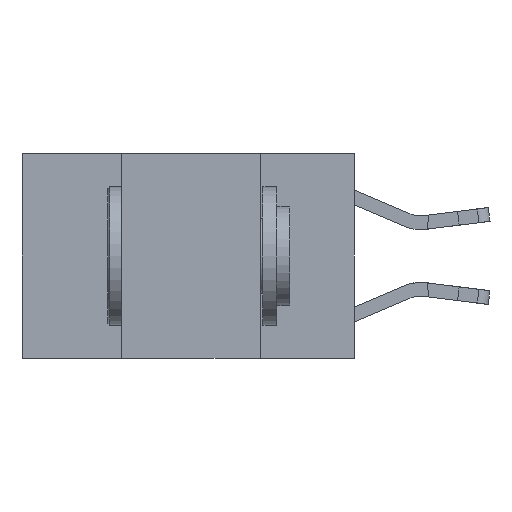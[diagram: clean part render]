
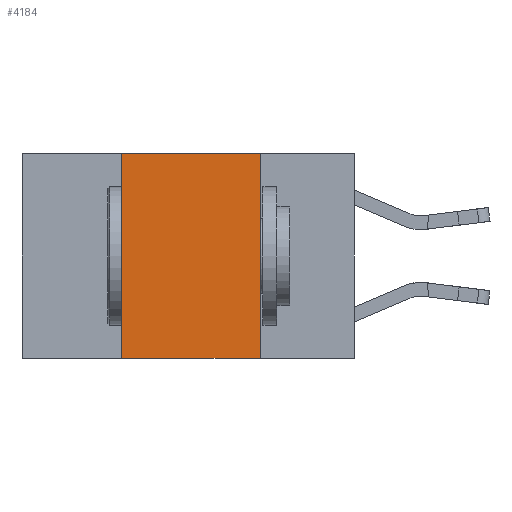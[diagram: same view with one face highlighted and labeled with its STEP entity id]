
A CAD part, left-side view. The second image highlights one B-rep face of the part: STEP entity #4184.
In plain terms, the highlighted planar face has unit normal (-1, 0, 0).
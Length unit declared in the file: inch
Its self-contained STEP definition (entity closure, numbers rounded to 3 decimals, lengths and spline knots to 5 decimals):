
#68 = EDGE_CURVE ( 'NONE', #3489, #17587, #8071, .T. ) ;
#320 = VECTOR ( 'NONE', #2495, 39.37008 ) ;
#846 = DIRECTION ( 'NONE',  ( 0., 0., -1. ) ) ;
#883 = CARTESIAN_POINT ( 'NONE',  ( 0., 0.17, 0. ) ) ;
#1288 = LINE ( 'NONE', #4203, #4528 ) ;
#1462 = DIRECTION ( 'NONE',  ( 0., 0., 1. ) ) ;
#1469 = CARTESIAN_POINT ( 'NONE',  ( 0., 0.17, 0. ) ) ;
#1749 = EDGE_CURVE ( 'NONE', #7841, #13321, #7692, .T. ) ;
#1944 = FACE_OUTER_BOUND ( 'NONE', #17378, .T. ) ;
#2495 = DIRECTION ( 'NONE',  ( 0., -1., 0. ) ) ;
#2554 = AXIS2_PLACEMENT_3D ( 'NONE', #13380, #3316, #846 ) ;
#3234 = EDGE_CURVE ( 'NONE', #7841, #3489, #1288, .T. ) ;
#3316 = DIRECTION ( 'NONE',  ( 1., 0., 0. ) ) ;
#3489 = VERTEX_POINT ( 'NONE', #6748 ) ;
#4184 = ADVANCED_FACE ( 'NONE', ( #1944 ), #17317, .F. ) ;
#4203 = CARTESIAN_POINT ( 'NONE',  ( 0., 0.42, 0. ) ) ;
#4528 = VECTOR ( 'NONE', #1462, 39.37008 ) ;
#6092 = ORIENTED_EDGE ( 'NONE', *, *, #1749, .T. ) ;
#6596 = DIRECTION ( 'NONE',  ( 0., -1., 0. ) ) ;
#6748 = CARTESIAN_POINT ( 'NONE',  ( 0., 0.42, 0. ) ) ;
#7692 = LINE ( 'NONE', #9154, #11842 ) ;
#7841 = VERTEX_POINT ( 'NONE', #10871 ) ;
#8071 = LINE ( 'NONE', #16674, #320 ) ;
#9154 = CARTESIAN_POINT ( 'NONE',  ( 0., 0.6, -0.37 ) ) ;
#10871 = CARTESIAN_POINT ( 'NONE',  ( 0., 0.42, -0.37 ) ) ;
#11842 = VECTOR ( 'NONE', #6596, 39.37008 ) ;
#12728 = VECTOR ( 'NONE', #16342, 39.37008 ) ;
#13242 = ORIENTED_EDGE ( 'NONE', *, *, #14318, .F. ) ;
#13321 = VERTEX_POINT ( 'NONE', #13915 ) ;
#13380 = CARTESIAN_POINT ( 'NONE',  ( 0., 0.6, 0. ) ) ;
#13915 = CARTESIAN_POINT ( 'NONE',  ( 0., 0.17, -0.37 ) ) ;
#14318 = EDGE_CURVE ( 'NONE', #17587, #13321, #15053, .T. ) ;
#15053 = LINE ( 'NONE', #883, #12728 ) ;
#15690 = ORIENTED_EDGE ( 'NONE', *, *, #68, .F. ) ;
#16342 = DIRECTION ( 'NONE',  ( 0., 0., -1. ) ) ;
#16674 = CARTESIAN_POINT ( 'NONE',  ( 0., 0.6, 0. ) ) ;
#17317 = PLANE ( 'NONE',  #2554 ) ;
#17378 = EDGE_LOOP ( 'NONE', ( #13242, #15690, #17939, #6092 ) ) ;
#17587 = VERTEX_POINT ( 'NONE', #1469 ) ;
#17939 = ORIENTED_EDGE ( 'NONE', *, *, #3234, .F. ) ;
